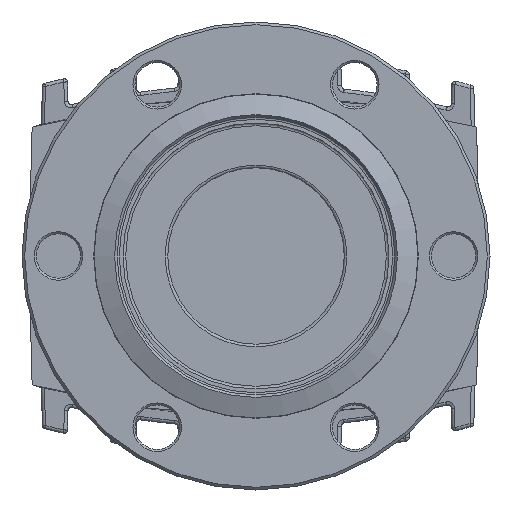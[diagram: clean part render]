
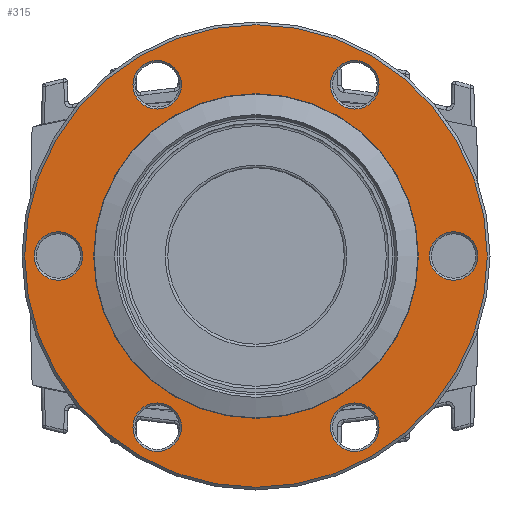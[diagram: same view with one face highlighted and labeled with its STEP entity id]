
A CAD part, front view. The second image highlights one B-rep face of the part: STEP entity #315.
In plain terms, the highlighted planar face has unit normal (0, -1, 0).
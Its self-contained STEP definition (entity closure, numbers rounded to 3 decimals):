
#207=CARTESIAN_POINT('',(-34.35,-47.4,0.));
#208=VERTEX_POINT('',#207);
#209=CARTESIAN_POINT('',(0.,-47.4,0.));
#210=DIRECTION('',(0.0,1.0,0.0));
#211=DIRECTION('',(1.0,0.0,0.0));
#212=AXIS2_PLACEMENT_3D('',#209,#210,#211);
#213=CIRCLE('',#212,34.35);
#214=EDGE_CURVE('',#208,#208,#213,.T.);
#230=CARTESIAN_POINT('',(-29.425,-47.4,0.));
#231=DIRECTION('',(0.0,-1.0,0.0));
#232=DIRECTION('',(0.0,0.0,-1.0));
#233=AXIS2_PLACEMENT_3D('',#230,#231,#232);
#234=PLANE('',#233);
#235=ORIENTED_EDGE('',*,*,#214,.F.);
#236=EDGE_LOOP('',(#235));
#237=FACE_OUTER_BOUND('',#236,.T.);
#238=CARTESIAN_POINT('',(-11.075,-47.4,25.418));
#239=VERTEX_POINT('',#238);
#240=CARTESIAN_POINT('',(-14.675,-47.4,25.418));
#241=DIRECTION('',(0.0,-1.0,0.0));
#242=DIRECTION('',(-1.0,0.0,0.0));
#243=AXIS2_PLACEMENT_3D('',#240,#241,#242);
#244=CIRCLE('',#243,3.6);
#245=EDGE_CURVE('',#239,#239,#244,.T.);
#246=ORIENTED_EDGE('',*,*,#245,.F.);
#247=EDGE_LOOP('',(#246));
#248=FACE_BOUND('',#247,.T.);
#249=CARTESIAN_POINT('',(32.95,-47.4,0.));
#250=VERTEX_POINT('',#249);
#251=CARTESIAN_POINT('',(29.35,-47.4,0.));
#252=DIRECTION('',(0.0,-1.0,0.0));
#253=DIRECTION('',(-1.0,0.0,0.0));
#254=AXIS2_PLACEMENT_3D('',#251,#252,#253);
#255=CIRCLE('',#254,3.6);
#256=EDGE_CURVE('',#250,#250,#255,.T.);
#257=ORIENTED_EDGE('',*,*,#256,.F.);
#258=EDGE_LOOP('',(#257));
#259=FACE_BOUND('',#258,.T.);
#260=CARTESIAN_POINT('',(-11.075,-47.4,-25.418));
#261=VERTEX_POINT('',#260);
#262=CARTESIAN_POINT('',(-14.675,-47.4,-25.418));
#263=DIRECTION('',(0.0,-1.0,0.0));
#264=DIRECTION('',(-1.0,0.0,0.0));
#265=AXIS2_PLACEMENT_3D('',#262,#263,#264);
#266=CIRCLE('',#265,3.6);
#267=EDGE_CURVE('',#261,#261,#266,.T.);
#268=ORIENTED_EDGE('',*,*,#267,.F.);
#269=EDGE_LOOP('',(#268));
#270=FACE_BOUND('',#269,.T.);
#271=CARTESIAN_POINT('',(-24.1,-47.4,0.));
#272=VERTEX_POINT('',#271);
#273=CARTESIAN_POINT('',(0.,-47.4,0.));
#274=DIRECTION('',(0.0,1.0,0.0));
#275=DIRECTION('',(-1.0,0.0,0.0));
#276=AXIS2_PLACEMENT_3D('',#273,#274,#275);
#277=CIRCLE('',#276,24.1);
#278=EDGE_CURVE('',#272,#272,#277,.T.);
#279=ORIENTED_EDGE('',*,*,#278,.T.);
#280=EDGE_LOOP('',(#279));
#281=FACE_BOUND('',#280,.T.);
#282=CARTESIAN_POINT('',(18.275,-47.4,-25.418));
#283=VERTEX_POINT('',#282);
#284=CARTESIAN_POINT('',(14.675,-47.4,-25.418));
#285=DIRECTION('',(0.0,-1.0,0.0));
#286=DIRECTION('',(-1.0,0.0,0.0));
#287=AXIS2_PLACEMENT_3D('',#284,#285,#286);
#288=CIRCLE('',#287,3.6);
#289=EDGE_CURVE('',#283,#283,#288,.T.);
#290=ORIENTED_EDGE('',*,*,#289,.F.);
#291=EDGE_LOOP('',(#290));
#292=FACE_BOUND('',#291,.T.);
#293=CARTESIAN_POINT('',(18.275,-47.4,25.418));
#294=VERTEX_POINT('',#293);
#295=CARTESIAN_POINT('',(14.675,-47.4,25.418));
#296=DIRECTION('',(0.0,-1.0,0.0));
#297=DIRECTION('',(-1.0,0.0,0.0));
#298=AXIS2_PLACEMENT_3D('',#295,#296,#297);
#299=CIRCLE('',#298,3.6);
#300=EDGE_CURVE('',#294,#294,#299,.T.);
#301=ORIENTED_EDGE('',*,*,#300,.F.);
#302=EDGE_LOOP('',(#301));
#303=FACE_BOUND('',#302,.T.);
#304=CARTESIAN_POINT('',(-25.75,-47.4,0.));
#305=VERTEX_POINT('',#304);
#306=CARTESIAN_POINT('',(-29.35,-47.4,0.));
#307=DIRECTION('',(0.0,-1.0,0.0));
#308=DIRECTION('',(-1.0,0.0,0.0));
#309=AXIS2_PLACEMENT_3D('',#306,#307,#308);
#310=CIRCLE('',#309,3.6);
#311=EDGE_CURVE('',#305,#305,#310,.T.);
#312=ORIENTED_EDGE('',*,*,#311,.F.);
#313=EDGE_LOOP('',(#312));
#314=FACE_BOUND('',#313,.T.);
#315=ADVANCED_FACE('',(#237,#248,#259,#270,#281,#292,#303,#314),#234,.T.);
